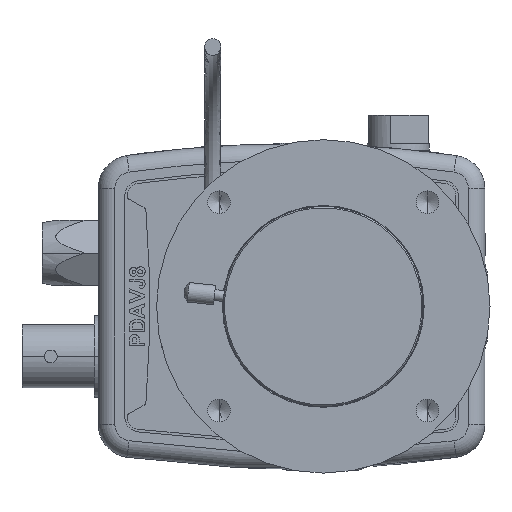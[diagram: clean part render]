
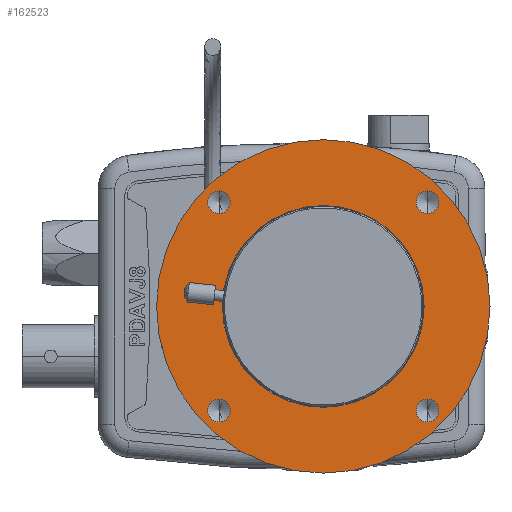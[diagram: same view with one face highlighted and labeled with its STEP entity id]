
A CAD part, left-side view. The second image highlights one B-rep face of the part: STEP entity #162523.
In plain terms, the highlighted planar face has unit normal (-1, 0, 0).
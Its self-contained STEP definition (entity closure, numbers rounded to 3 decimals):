
#121 = DIRECTION ( 'NONE',  ( -1., 0., 0. ) ) ;
#3421 = CIRCLE ( 'NONE', #89182, 1.727 ) ;
#4000 = DIRECTION ( 'NONE',  ( 0., 0., 1. ) ) ;
#5839 = CARTESIAN_POINT ( 'NONE',  ( 0., 15.875, -14.148 ) ) ;
#11210 = EDGE_CURVE ( 'NONE', #129416, #169166, #130546, .T. ) ;
#15506 = FACE_BOUND ( 'NONE', #121918, .T. ) ;
#16836 = DIRECTION ( 'NONE',  ( -1., 0., 0. ) ) ;
#17407 = ORIENTED_EDGE ( 'NONE', *, *, #57362, .F. ) ;
#18498 = VERTEX_POINT ( 'NONE', #132310 ) ;
#19360 = EDGE_CURVE ( 'NONE', #147008, #197895, #30311, .T. ) ;
#20106 = CARTESIAN_POINT ( 'NONE',  ( 0., 15.875, -15.875 ) ) ;
#20190 = ORIENTED_EDGE ( 'NONE', *, *, #80259, .F. ) ;
#21063 = DIRECTION ( 'NONE',  ( -1., 0., 0. ) ) ;
#23935 = VERTEX_POINT ( 'NONE', #43832 ) ;
#25638 = ORIENTED_EDGE ( 'NONE', *, *, #39423, .F. ) ;
#26102 = CIRCLE ( 'NONE', #109943, 25.4 ) ;
#27310 = EDGE_LOOP ( 'NONE', ( #17407, #43818 ) ) ;
#27763 = EDGE_CURVE ( 'NONE', #91578, #51861, #98697, .T. ) ;
#28580 = EDGE_CURVE ( 'NONE', #23935, #80421, #116357, .T. ) ;
#30311 = CIRCLE ( 'NONE', #103540, 1.727 ) ;
#34613 = EDGE_CURVE ( 'NONE', #156992, #144056, #26102, .T. ) ;
#36309 = CIRCLE ( 'NONE', #101031, 1.727 ) ;
#36547 = DIRECTION ( 'NONE',  ( 0., 0., 1. ) ) ;
#38482 = CIRCLE ( 'NONE', #176529, 1.727 ) ;
#39423 = EDGE_CURVE ( 'NONE', #18498, #191540, #38482, .T. ) ;
#39778 = EDGE_LOOP ( 'NONE', ( #128149, #109022 ) ) ;
#43573 = DIRECTION ( 'NONE',  ( 1., 0., 0. ) ) ;
#43818 = ORIENTED_EDGE ( 'NONE', *, *, #19360, .F. ) ;
#43832 = CARTESIAN_POINT ( 'NONE',  ( 0., 0., -15.367 ) ) ;
#47218 = DIRECTION ( 'NONE',  ( -1., 0., 0. ) ) ;
#49380 = DIRECTION ( 'NONE',  ( -1., 0., 0. ) ) ;
#50747 = DIRECTION ( 'NONE',  ( -1., 0., 0. ) ) ;
#51496 = AXIS2_PLACEMENT_3D ( 'NONE', #148601, #50747, #164921 ) ;
#51861 = VERTEX_POINT ( 'NONE', #5839 ) ;
#53021 = ORIENTED_EDGE ( 'NONE', *, *, #11210, .F. ) ;
#57362 = EDGE_CURVE ( 'NONE', #197895, #147008, #195297, .T. ) ;
#58255 = ORIENTED_EDGE ( 'NONE', *, *, #209753, .F. ) ;
#59263 = AXIS2_PLACEMENT_3D ( 'NONE', #20106, #134325, #36547 ) ;
#59478 = AXIS2_PLACEMENT_3D ( 'NONE', #145051, #47218, #161407 ) ;
#59686 = CARTESIAN_POINT ( 'NONE',  ( 0., -15.875, -15.875 ) ) ;
#64513 = DIRECTION ( 'NONE',  ( -1., 0., 0. ) ) ;
#70100 = AXIS2_PLACEMENT_3D ( 'NONE', #204940, #43573, #157748 ) ;
#72776 = CARTESIAN_POINT ( 'NONE',  ( 0., 0., 15.367 ) ) ;
#75977 = CARTESIAN_POINT ( 'NONE',  ( 0., 0., -25.4 ) ) ;
#76044 = DIRECTION ( 'NONE',  ( 0., 0., 1. ) ) ;
#80259 = EDGE_CURVE ( 'NONE', #51861, #91578, #3421, .T. ) ;
#80421 = VERTEX_POINT ( 'NONE', #72776 ) ;
#85281 = ORIENTED_EDGE ( 'NONE', *, *, #27763, .F. ) ;
#89182 = AXIS2_PLACEMENT_3D ( 'NONE', #97827, #121, #114261 ) ;
#91578 = VERTEX_POINT ( 'NONE', #107261 ) ;
#91734 = DIRECTION ( 'NONE',  ( -1., 0., 0. ) ) ;
#95689 = DIRECTION ( 'NONE',  ( -1., 0., 0. ) ) ;
#96145 = AXIS2_PLACEMENT_3D ( 'NONE', #162289, #64513, #178720 ) ;
#97137 = FACE_BOUND ( 'NONE', #27310, .T. ) ;
#97827 = CARTESIAN_POINT ( 'NONE',  ( 0., 15.875, -15.875 ) ) ;
#98697 = CIRCLE ( 'NONE', #59263, 1.727 ) ;
#101031 = AXIS2_PLACEMENT_3D ( 'NONE', #193613, #95689, #210001 ) ;
#101699 = DIRECTION ( 'NONE',  ( -1., 0., 0. ) ) ;
#102250 = FACE_BOUND ( 'NONE', #206846, .T. ) ;
#103540 = AXIS2_PLACEMENT_3D ( 'NONE', #189668, #91734, #206068 ) ;
#107261 = CARTESIAN_POINT ( 'NONE',  ( 0., 15.875, -17.602 ) ) ;
#109022 = ORIENTED_EDGE ( 'NONE', *, *, #34613, .T. ) ;
#109943 = AXIS2_PLACEMENT_3D ( 'NONE', #199633, #101699, #4000 ) ;
#114261 = DIRECTION ( 'NONE',  ( 0., 0., 1. ) ) ;
#114545 = CARTESIAN_POINT ( 'NONE',  ( 0., 0., 0. ) ) ;
#116357 = CIRCLE ( 'NONE', #211275, 15.367 ) ;
#118466 = EDGE_CURVE ( 'NONE', #144056, #156992, #154748, .T. ) ;
#118804 = CARTESIAN_POINT ( 'NONE',  ( 0., 0., 0. ) ) ;
#121918 = EDGE_LOOP ( 'NONE', ( #20190, #85281 ) ) ;
#124861 = PLANE ( 'NONE',  #70100 ) ;
#126349 = CIRCLE ( 'NONE', #96145, 15.367 ) ;
#128149 = ORIENTED_EDGE ( 'NONE', *, *, #118466, .T. ) ;
#129416 = VERTEX_POINT ( 'NONE', #135590 ) ;
#130546 = CIRCLE ( 'NONE', #59478, 1.727 ) ;
#130992 = DIRECTION ( 'NONE',  ( 0., 0., 1. ) ) ;
#131812 = AXIS2_PLACEMENT_3D ( 'NONE', #147202, #49380, #163557 ) ;
#132310 = CARTESIAN_POINT ( 'NONE',  ( 0., -15.875, -17.602 ) ) ;
#133677 = EDGE_LOOP ( 'NONE', ( #182015, #25638 ) ) ;
#134325 = DIRECTION ( 'NONE',  ( -1., 0., 0. ) ) ;
#135273 = DIRECTION ( 'NONE',  ( 0., 0., 1. ) ) ;
#135590 = CARTESIAN_POINT ( 'NONE',  ( 0., -15.875, 14.148 ) ) ;
#137955 = CARTESIAN_POINT ( 'NONE',  ( 0., 15.875, 14.148 ) ) ;
#140635 = FACE_OUTER_BOUND ( 'NONE', #39778, .T. ) ;
#144056 = VERTEX_POINT ( 'NONE', #210591 ) ;
#144638 = AXIS2_PLACEMENT_3D ( 'NONE', #118804, #21063, #135273 ) ;
#145051 = CARTESIAN_POINT ( 'NONE',  ( 0., -15.875, 15.875 ) ) ;
#145796 = FACE_BOUND ( 'NONE', #133677, .T. ) ;
#147008 = VERTEX_POINT ( 'NONE', #137955 ) ;
#147202 = CARTESIAN_POINT ( 'NONE',  ( 0., 15.875, 15.875 ) ) ;
#148601 = CARTESIAN_POINT ( 'NONE',  ( 0., -15.875, 15.875 ) ) ;
#154748 = CIRCLE ( 'NONE', #144638, 25.4 ) ;
#156992 = VERTEX_POINT ( 'NONE', #75977 ) ;
#157748 = DIRECTION ( 'NONE',  ( 0., 0., -1. ) ) ;
#159999 = EDGE_CURVE ( 'NONE', #191540, #18498, #36309, .T. ) ;
#161407 = DIRECTION ( 'NONE',  ( 0., 0., 1. ) ) ;
#162289 = CARTESIAN_POINT ( 'NONE',  ( 0., 0., 0. ) ) ;
#162523 = ADVANCED_FACE ( 'NONE', ( #184051, #145796, #15506, #102250, #140635, #97137 ), #124861, .F. ) ;
#163557 = DIRECTION ( 'NONE',  ( 0., 0., 1. ) ) ;
#164509 = CIRCLE ( 'NONE', #51496, 1.727 ) ;
#164921 = DIRECTION ( 'NONE',  ( 0., 0., 1. ) ) ;
#169166 = VERTEX_POINT ( 'NONE', #184574 ) ;
#173702 = CARTESIAN_POINT ( 'NONE',  ( 0., 15.875, 17.602 ) ) ;
#173845 = DIRECTION ( 'NONE',  ( -1., 0., 0. ) ) ;
#176529 = AXIS2_PLACEMENT_3D ( 'NONE', #59686, #173845, #76044 ) ;
#176673 = EDGE_LOOP ( 'NONE', ( #185451, #53021 ) ) ;
#178720 = DIRECTION ( 'NONE',  ( 0., 0., 1. ) ) ;
#180967 = EDGE_CURVE ( 'NONE', #169166, #129416, #164509, .T. ) ;
#182015 = ORIENTED_EDGE ( 'NONE', *, *, #159999, .F. ) ;
#184051 = FACE_BOUND ( 'NONE', #176673, .T. ) ;
#184574 = CARTESIAN_POINT ( 'NONE',  ( 0., -15.875, 17.602 ) ) ;
#185451 = ORIENTED_EDGE ( 'NONE', *, *, #180967, .F. ) ;
#189668 = CARTESIAN_POINT ( 'NONE',  ( 0., 15.875, 15.875 ) ) ;
#191540 = VERTEX_POINT ( 'NONE', #204422 ) ;
#193613 = CARTESIAN_POINT ( 'NONE',  ( 0., -15.875, -15.875 ) ) ;
#195297 = CIRCLE ( 'NONE', #131812, 1.727 ) ;
#197895 = VERTEX_POINT ( 'NONE', #173702 ) ;
#199633 = CARTESIAN_POINT ( 'NONE',  ( 0., 0., 0. ) ) ;
#200625 = ORIENTED_EDGE ( 'NONE', *, *, #28580, .F. ) ;
#204422 = CARTESIAN_POINT ( 'NONE',  ( 0., -15.875, -14.148 ) ) ;
#204940 = CARTESIAN_POINT ( 'NONE',  ( 0., 15.367, 0. ) ) ;
#206068 = DIRECTION ( 'NONE',  ( 0., 0., 1. ) ) ;
#206846 = EDGE_LOOP ( 'NONE', ( #58255, #200625 ) ) ;
#209753 = EDGE_CURVE ( 'NONE', #80421, #23935, #126349, .T. ) ;
#210001 = DIRECTION ( 'NONE',  ( 0., 0., 1. ) ) ;
#210591 = CARTESIAN_POINT ( 'NONE',  ( 0., 0., 25.4 ) ) ;
#211275 = AXIS2_PLACEMENT_3D ( 'NONE', #114545, #16836, #130992 ) ;
